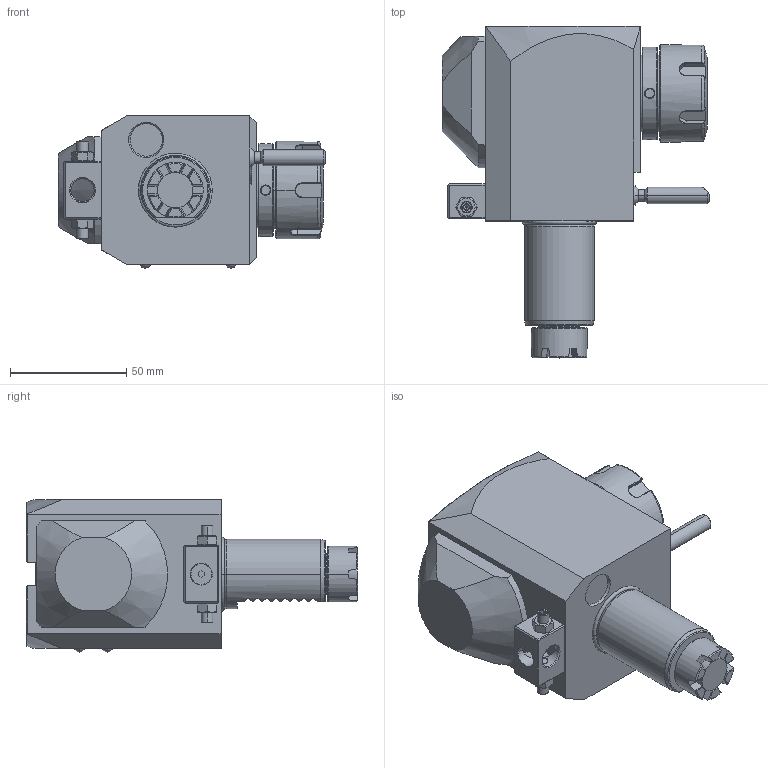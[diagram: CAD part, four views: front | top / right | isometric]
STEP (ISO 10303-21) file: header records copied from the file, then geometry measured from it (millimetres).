
FILE_DESCRIPTION((''),'2;1');
FILE_NAME('NGT1_30_241_25_2_1_55','2017-10-17T',('vali'),('NOVA GRUP'),'PRO/ENGINEER BY PARAMETRIC TECHNOLOGY CORPORATION, 2010280','PRO/ENGINEER BY PARAMETRIC TECHNOLOGY CORPORATION, 2010280','');
FILE_SCHEMA(('CONFIG_CONTROL_DESIGN'));
Length unit declared in the file: millimetre
Products named in the file (1): NGT1_30_241_25_2_1_55
Bounding box: 115.38 x 143 x 65.6 mm (x, y, z)
Volume: 455687.3 mm3; surface area: 46715.7 mm2
Topology: 1 solids, 1 shells, 445 faces, 1126 edges, 694 vertices
Faces by surface type: plane 208, cylinder 86, cone 75, bspline 56, torus 14, sphere 6
Entity records: 18632 total; most frequent: CARTESIAN_POINT 8664, ORIENTED_EDGE 2220, DIRECTION 1790, EDGE_CURVE 1110, VERTEX_POINT 694, AXIS2_PLACEMENT_3D 634, VECTOR 522, LINE 522
